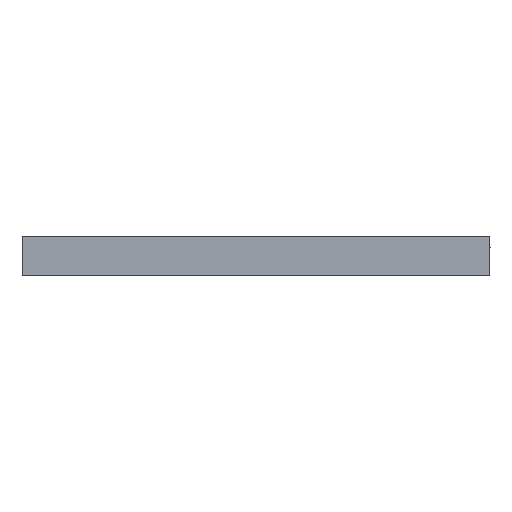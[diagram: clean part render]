
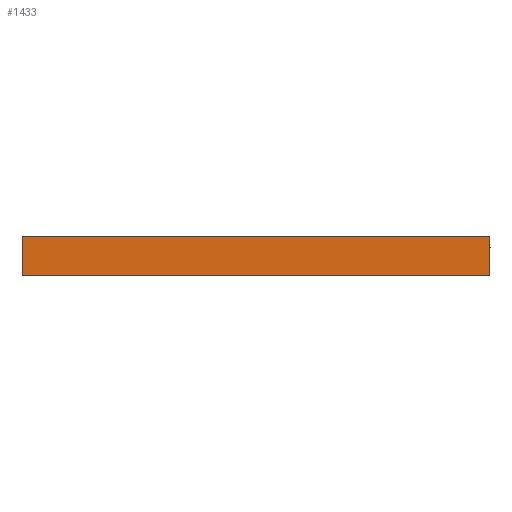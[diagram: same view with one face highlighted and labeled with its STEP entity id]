
A CAD part, front view. The second image highlights one B-rep face of the part: STEP entity #1433.
In plain terms, the highlighted planar face has unit normal (0, -1, 0).
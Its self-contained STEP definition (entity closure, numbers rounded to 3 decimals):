
#104=FACE_OUTER_BOUND('',#175,.T.);
#175=EDGE_LOOP('',(#1146,#1147,#1148,#1149));
#339=LINE('',#2169,#526);
#347=LINE('',#2184,#534);
#368=LINE('',#2230,#555);
#369=LINE('',#2231,#556);
#526=VECTOR('',#1761,10.);
#534=VECTOR('',#1771,10.);
#555=VECTOR('',#1820,10.);
#556=VECTOR('',#1821,10.);
#678=VERTEX_POINT('',#2166);
#679=VERTEX_POINT('',#2168);
#685=VERTEX_POINT('',#2182);
#696=VERTEX_POINT('',#2229);
#846=EDGE_CURVE('',#679,#678,#339,.T.);
#854=EDGE_CURVE('',#685,#678,#347,.T.);
#877=EDGE_CURVE('',#696,#679,#368,.T.);
#878=EDGE_CURVE('',#696,#685,#369,.T.);
#1146=ORIENTED_EDGE('',*,*,#877,.T.);
#1147=ORIENTED_EDGE('',*,*,#846,.T.);
#1148=ORIENTED_EDGE('',*,*,#854,.F.);
#1149=ORIENTED_EDGE('',*,*,#878,.F.);
#1367=PLANE('',#1522);
#1433=ADVANCED_FACE('',(#104),#1367,.T.);
#1522=AXIS2_PLACEMENT_3D('',#2228,#1818,#1819);
#1761=DIRECTION('',(0.,0.,1.));
#1771=DIRECTION('',(1.,0.,0.));
#1818=DIRECTION('center_axis',(0.,-1.,0.));
#1819=DIRECTION('ref_axis',(1.,0.,0.));
#1820=DIRECTION('',(1.,0.,0.));
#1821=DIRECTION('',(0.,0.,1.));
#2166=CARTESIAN_POINT('',(72.,0.,6.));
#2168=CARTESIAN_POINT('',(72.,0.,0.));
#2169=CARTESIAN_POINT('',(72.,0.,0.));
#2182=CARTESIAN_POINT('',(0.,0.,6.));
#2184=CARTESIAN_POINT('',(0.,0.,6.));
#2228=CARTESIAN_POINT('Origin',(0.,0.,0.));
#2229=CARTESIAN_POINT('',(0.,0.,0.));
#2230=CARTESIAN_POINT('',(0.,0.,0.));
#2231=CARTESIAN_POINT('',(0.,0.,0.));
